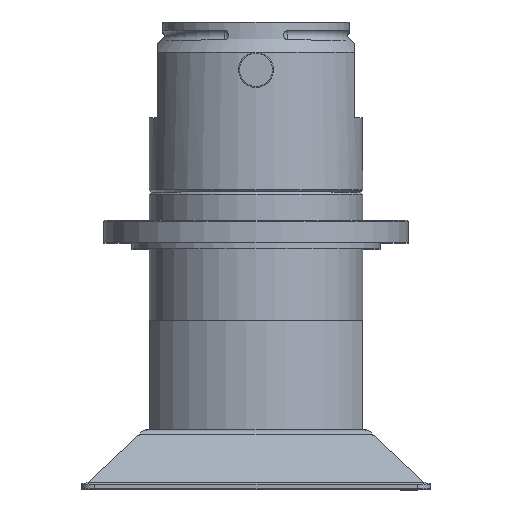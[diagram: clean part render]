
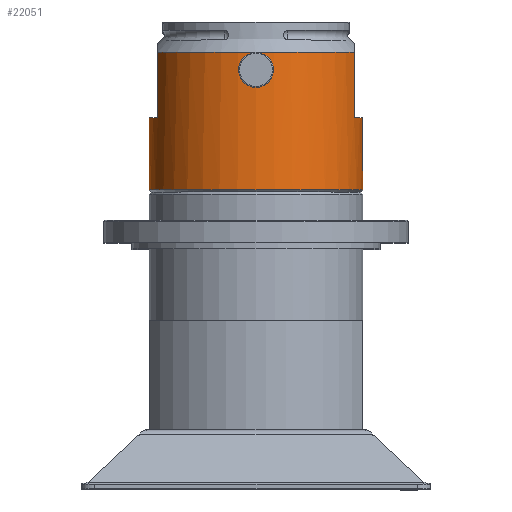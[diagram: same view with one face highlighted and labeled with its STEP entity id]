
A CAD part, top view. The second image highlights one B-rep face of the part: STEP entity #22051.
In plain terms, the highlighted cylindrical face has radius 24.5 mm (diameter 49 mm), a full revolution.
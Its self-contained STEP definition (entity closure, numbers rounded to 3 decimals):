
#1412=LINE('',#32665,#2449);
#1414=LINE('',#32669,#2451);
#1416=LINE('',#32688,#2453);
#1417=LINE('',#32689,#2454);
#2449=VECTOR('',#26566,1000.);
#2451=VECTOR('',#26568,1000.);
#2453=VECTOR('',#26578,1000.);
#2454=VECTOR('',#26579,1000.);
#3428=CIRCLE('',#23495,24.5);
#3429=CIRCLE('',#23496,24.5);
#3430=CIRCLE('',#23499,24.5);
#3431=CIRCLE('',#23501,24.5);
#3432=CIRCLE('',#23503,24.5);
#5803=ORIENTED_EDGE('',*,*,#9536,.T.);
#5804=ORIENTED_EDGE('',*,*,#9544,.T.);
#5805=ORIENTED_EDGE('',*,*,#9534,.F.);
#5806=ORIENTED_EDGE('',*,*,#9537,.F.);
#5807=ORIENTED_EDGE('',*,*,#9541,.T.);
#5808=ORIENTED_EDGE('',*,*,#9543,.T.);
#5809=ORIENTED_EDGE('',*,*,#9542,.F.);
#5810=ORIENTED_EDGE('',*,*,#9538,.F.);
#5811=ORIENTED_EDGE('',*,*,#9545,.F.);
#9534=EDGE_CURVE('',#11617,#11618,#1412,.T.);
#9536=EDGE_CURVE('',#11616,#11619,#1414,.T.);
#9537=EDGE_CURVE('',#11620,#11617,#3428,.T.);
#9538=EDGE_CURVE('',#11616,#11621,#3429,.T.);
#9541=EDGE_CURVE('',#11620,#11622,#1416,.T.);
#9542=EDGE_CURVE('',#11621,#11623,#1417,.T.);
#9543=EDGE_CURVE('',#11622,#11623,#3430,.T.);
#9544=EDGE_CURVE('',#11619,#11618,#3431,.T.);
#9545=EDGE_CURVE('',#11624,#11624,#3432,.T.);
#11616=VERTEX_POINT('',#32663);
#11617=VERTEX_POINT('',#32664);
#11618=VERTEX_POINT('',#32666);
#11619=VERTEX_POINT('',#32668);
#11620=VERTEX_POINT('',#32672);
#11621=VERTEX_POINT('',#32674);
#11622=VERTEX_POINT('',#32686);
#11623=VERTEX_POINT('',#32687);
#11624=VERTEX_POINT('',#32696);
#13512=EDGE_LOOP('',(#5803,#5804,#5805,#5806,#5807,#5808,#5809,#5810));
#13513=EDGE_LOOP('',(#5811));
#14887=FACE_BOUND('',#13512,.T.);
#14888=FACE_BOUND('',#13513,.T.);
#15768=CYLINDRICAL_SURFACE('',#23502,24.5);
#22051=ADVANCED_FACE('',(#14887,#14888),#15768,.T.);
#23495=AXIS2_PLACEMENT_3D('',#32671,#26571,#26572);
#23496=AXIS2_PLACEMENT_3D('',#32673,#26573,#26574);
#23499=AXIS2_PLACEMENT_3D('',#32691,#26582,#26583);
#23501=AXIS2_PLACEMENT_3D('',#32693,#26586,#26587);
#23502=AXIS2_PLACEMENT_3D('',#32694,#26588,#26589);
#23503=AXIS2_PLACEMENT_3D('',#32695,#26590,#26591);
#26566=DIRECTION('',(0.,0.,-1.));
#26568=DIRECTION('',(0.,0.,-1.));
#26571=DIRECTION('',(0.,0.,1.));
#26572=DIRECTION('',(-0.918,-0.396,0.));
#26573=DIRECTION('',(0.,0.,1.));
#26574=DIRECTION('',(0.918,0.396,0.));
#26578=DIRECTION('',(0.,0.,-1.));
#26579=DIRECTION('',(0.,0.,-1.));
#26582=DIRECTION('',(0.,0.,-1.));
#26583=DIRECTION('',(-0.918,-0.396,0.));
#26586=DIRECTION('',(0.,0.,-1.));
#26587=DIRECTION('',(1.,0.,0.));
#26588=DIRECTION('',(0.,0.,-1.));
#26589=DIRECTION('',(1.,0.,0.));
#26590=DIRECTION('',(0.,0.,-1.));
#26591=DIRECTION('',(1.,0.,0.));
#32663=CARTESIAN_POINT('',(22.5,9.695,61.5));
#32664=CARTESIAN_POINT('',(22.5,-9.695,61.5));
#32665=CARTESIAN_POINT('',(22.5,-9.695,61.5));
#32666=CARTESIAN_POINT('',(22.5,-9.695,46.5));
#32668=CARTESIAN_POINT('',(22.5,9.695,46.5));
#32669=CARTESIAN_POINT('',(22.5,9.695,61.5));
#32671=CARTESIAN_POINT('',(0.,0.,61.5));
#32672=CARTESIAN_POINT('',(-22.5,-9.695,61.5));
#32673=CARTESIAN_POINT('',(0.,0.,61.5));
#32674=CARTESIAN_POINT('',(-22.5,9.695,61.5));
#32686=CARTESIAN_POINT('',(-22.5,-9.695,46.5));
#32687=CARTESIAN_POINT('',(-22.5,9.695,46.5));
#32688=CARTESIAN_POINT('',(-22.5,-9.695,61.5));
#32689=CARTESIAN_POINT('',(-22.5,9.695,61.5));
#32691=CARTESIAN_POINT('',(0.,0.,46.5));
#32693=CARTESIAN_POINT('',(0.,0.,46.5));
#32694=CARTESIAN_POINT('',(0.,0.,69.825));
#32695=CARTESIAN_POINT('',(0.,0.,30.));
#32696=CARTESIAN_POINT('',(24.5,0.,30.));
